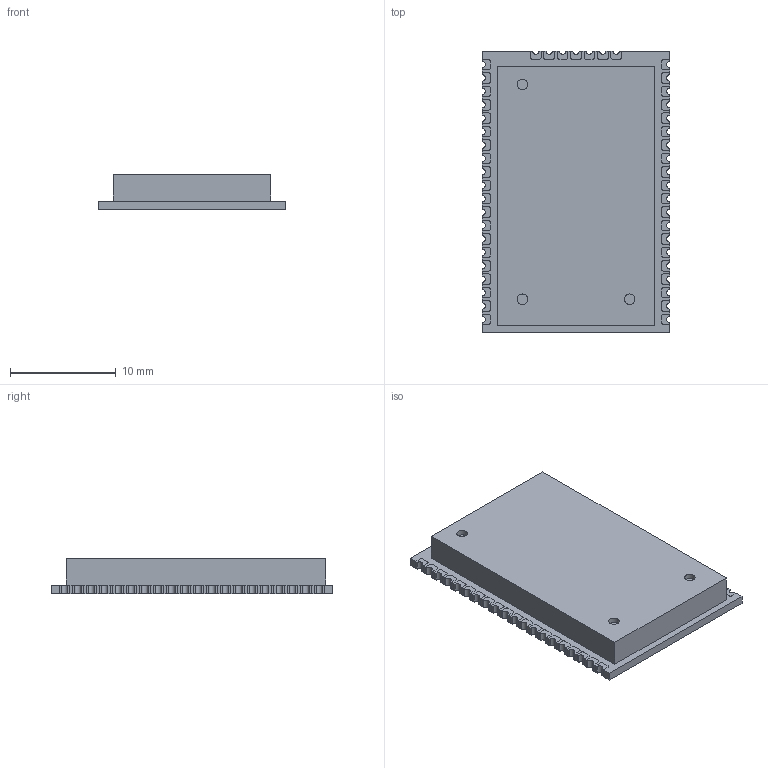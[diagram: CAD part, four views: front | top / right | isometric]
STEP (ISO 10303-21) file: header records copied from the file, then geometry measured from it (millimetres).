
FILE_DESCRIPTION( ( '' ), ' ' );
FILE_NAME( '5a10a364eee649100af8b935.step', '2017-11-18T21:17:26', ( '' ), ( '' ), ' ', ' ', ' ' );
FILE_SCHEMA( ( 'AUTOMOTIVE_DESIGN { 1 0 10303 214 1 1 1 1 }' ) );
Length unit declared in the file: metre
Products named in the file (49): PCB; RF-Shield; PADS
Bounding box: 17.78 x 26.67 x 3.34 mm (x, y, z)
Volume: 1306 mm3; surface area: 2160.2 mm2
Topology: 49 solids, 49 shells, 1522 faces, 3887 edges, 2466 vertices
Faces by surface type: plane 1002, cylinder 520
Full cylindrical faces by diameter (mm): 1 x3
Entity records: 58220 total; most frequent: DIRECTION 8066, CARTESIAN_POINT 7921, ORIENTED_EDGE 7768, EDGE_CURVE 3884, LINE 2844, VECTOR 2844, AXIS2_PLACEMENT_3D 2611, VERTEX_POINT 2466
